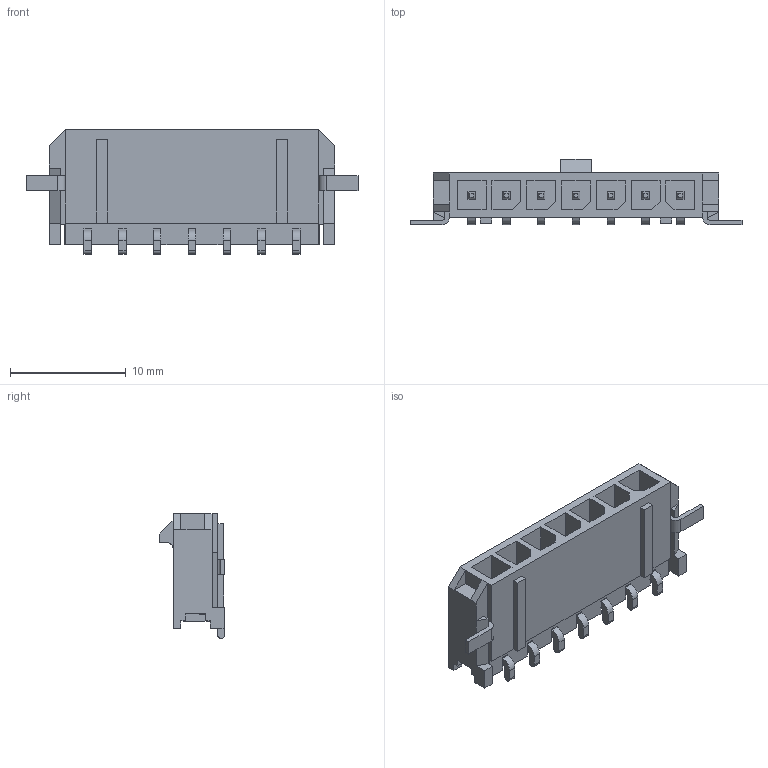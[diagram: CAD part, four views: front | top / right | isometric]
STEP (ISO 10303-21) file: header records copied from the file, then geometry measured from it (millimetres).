
FILE_DESCRIPTION((''),'2;1');
FILE_NAME('436500712','2015-11-16T',('gga'),(''),'PRO/ENGINEER BY PARAMETRIC TECHNOLOGY CORPORATION, 2011490','PRO/ENGINEER BY PARAMETRIC TECHNOLOGY CORPORATION, 2011490','');
FILE_SCHEMA(('CONFIG_CONTROL_DESIGN'));
Length unit declared in the file: millimetre
Products named in the file (1): 436500712
Bounding box: 28.64 x 5.67 x 10.74 mm (x, y, z)
Volume: 595.5 mm3; surface area: 1473.9 mm2
Topology: 2 solids, 2 shells, 417 faces, 1190 edges, 764 vertices
Faces by surface type: plane 391, cylinder 26
Entity records: 13262 total; most frequent: CARTESIAN_POINT 2336, ORIENTED_EDGE 2308, DIRECTION 2106, EDGE_CURVE 1154, VECTOR 1110, LINE 1110, VERTEX_POINT 728, AXIS2_PLACEMENT_3D 498
